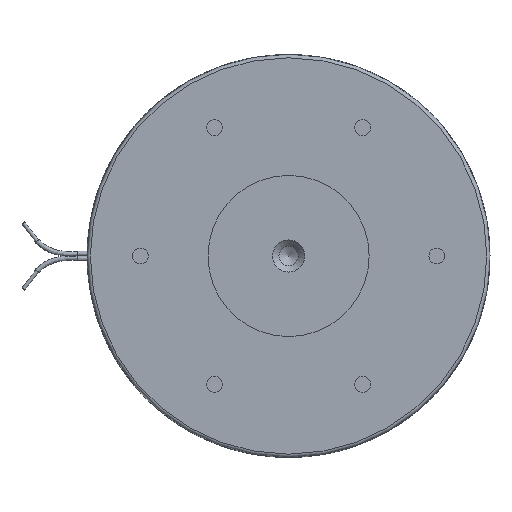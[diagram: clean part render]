
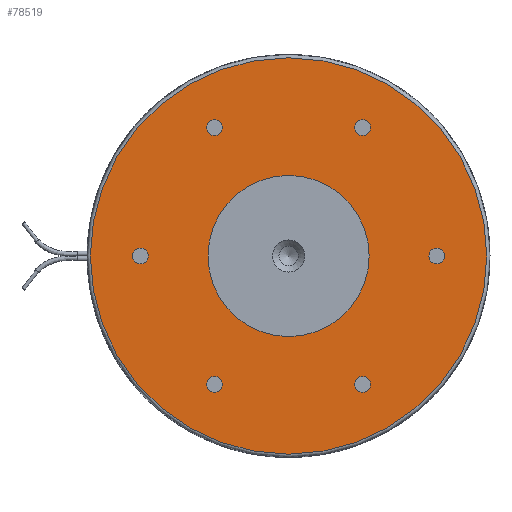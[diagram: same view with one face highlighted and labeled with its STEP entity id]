
A CAD part, left-side view. The second image highlights one B-rep face of the part: STEP entity #78519.
In plain terms, the highlighted planar face has unit normal (-1, 0, 0).
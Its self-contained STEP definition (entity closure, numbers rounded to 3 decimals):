
#4310=FACE_BOUND('',#14399,.T.);
#4311=FACE_BOUND('',#14400,.T.);
#4312=FACE_BOUND('',#14401,.T.);
#4313=FACE_BOUND('',#14402,.T.);
#4314=FACE_BOUND('',#14403,.T.);
#4315=FACE_BOUND('',#14404,.T.);
#4316=FACE_BOUND('',#14405,.T.);
#6960=PLANE('',#86510);
#10497=FACE_OUTER_BOUND('',#14398,.T.);
#14398=EDGE_LOOP('',(#60530));
#14399=EDGE_LOOP('',(#60531));
#14400=EDGE_LOOP('',(#60532));
#14401=EDGE_LOOP('',(#60533));
#14402=EDGE_LOOP('',(#60534));
#14403=EDGE_LOOP('',(#60535));
#14404=EDGE_LOOP('',(#60536));
#14405=EDGE_LOOP('',(#60537));
#27750=CIRCLE('',#86482,2.459);
#27752=CIRCLE('',#86485,2.459);
#27754=CIRCLE('',#86488,2.459);
#27756=CIRCLE('',#86491,2.459);
#27758=CIRCLE('',#86494,2.459);
#27760=CIRCLE('',#86497,2.459);
#27768=CIRCLE('',#86508,61.5);
#27770=CIRCLE('',#86511,25.);
#35638=VERTEX_POINT('',#138363);
#35640=VERTEX_POINT('',#138369);
#35642=VERTEX_POINT('',#138375);
#35644=VERTEX_POINT('',#138381);
#35646=VERTEX_POINT('',#138387);
#35648=VERTEX_POINT('',#138393);
#35655=VERTEX_POINT('',#138411);
#35656=VERTEX_POINT('',#138416);
#45329=EDGE_CURVE('',#35638,#35638,#27750,.T.);
#45332=EDGE_CURVE('',#35640,#35640,#27752,.T.);
#45335=EDGE_CURVE('',#35642,#35642,#27754,.T.);
#45338=EDGE_CURVE('',#35644,#35644,#27756,.T.);
#45341=EDGE_CURVE('',#35646,#35646,#27758,.T.);
#45344=EDGE_CURVE('',#35648,#35648,#27760,.T.);
#45352=EDGE_CURVE('',#35655,#35655,#27768,.T.);
#45354=EDGE_CURVE('',#35656,#35656,#27770,.T.);
#60530=ORIENTED_EDGE('',*,*,#45352,.F.);
#60531=ORIENTED_EDGE('',*,*,#45329,.T.);
#60532=ORIENTED_EDGE('',*,*,#45332,.T.);
#60533=ORIENTED_EDGE('',*,*,#45335,.T.);
#60534=ORIENTED_EDGE('',*,*,#45338,.T.);
#60535=ORIENTED_EDGE('',*,*,#45341,.T.);
#60536=ORIENTED_EDGE('',*,*,#45344,.T.);
#60537=ORIENTED_EDGE('',*,*,#45354,.T.);
#78519=ADVANCED_FACE('',(#10497,#4310,#4311,#4312,#4313,#4314,#4315,#4316),
#6960,.T.);
#86482=AXIS2_PLACEMENT_3D('',#138365,#106642,#106643);
#86485=AXIS2_PLACEMENT_3D('',#138371,#106649,#106650);
#86488=AXIS2_PLACEMENT_3D('',#138377,#106656,#106657);
#86491=AXIS2_PLACEMENT_3D('',#138383,#106663,#106664);
#86494=AXIS2_PLACEMENT_3D('',#138389,#106670,#106671);
#86497=AXIS2_PLACEMENT_3D('',#138395,#106677,#106678);
#86508=AXIS2_PLACEMENT_3D('',#138413,#106699,#106700);
#86510=AXIS2_PLACEMENT_3D('',#138415,#106703,#106704);
#86511=AXIS2_PLACEMENT_3D('',#138417,#106705,#106706);
#106642=DIRECTION('center_axis',(1.,0.,0.));
#106643=DIRECTION('ref_axis',(0.,0.,
-1.));
#106649=DIRECTION('center_axis',(1.,0.,0.));
#106650=DIRECTION('ref_axis',(0.,0.,
-1.));
#106656=DIRECTION('center_axis',(1.,0.,0.));
#106657=DIRECTION('ref_axis',(0.,0.,
-1.));
#106663=DIRECTION('center_axis',(1.,0.,0.));
#106664=DIRECTION('ref_axis',(0.,0.,
-1.));
#106670=DIRECTION('center_axis',(1.,0.,0.));
#106671=DIRECTION('ref_axis',(0.,0.,
-1.));
#106677=DIRECTION('center_axis',(1.,0.,0.));
#106678=DIRECTION('ref_axis',(0.,0.,
-1.));
#106699=DIRECTION('center_axis',(1.,0.,0.));
#106700=DIRECTION('ref_axis',(0.,1.,0.));
#106703=DIRECTION('center_axis',(-1.,0.,0.));
#106704=DIRECTION('ref_axis',(0.,0.,
-1.));
#106705=DIRECTION('center_axis',(1.,0.,0.));
#106706=DIRECTION('ref_axis',(0.,-1.,0.));
#138363=CARTESIAN_POINT('',(-36.5,-23.,-37.379));
#138365=CARTESIAN_POINT('Origin',(-36.5,-23.,-39.837));
#138369=CARTESIAN_POINT('',(-36.5,23.,-37.379));
#138371=CARTESIAN_POINT('Origin',(-36.5,23.,-39.837));
#138375=CARTESIAN_POINT('',(-36.5,46.,2.459));
#138377=CARTESIAN_POINT('Origin',(-36.5,46.,0.));
#138381=CARTESIAN_POINT('',(-36.5,23.,42.296));
#138383=CARTESIAN_POINT('Origin',(-36.5,23.,39.837));
#138387=CARTESIAN_POINT('',(-36.5,-23.,42.296));
#138389=CARTESIAN_POINT('Origin',(-36.5,-23.,39.837));
#138393=CARTESIAN_POINT('',(-36.5,-46.,2.459));
#138395=CARTESIAN_POINT('Origin',(-36.5,-46.,0.));
#138411=CARTESIAN_POINT('',(-36.5,0.,-61.5));
#138413=CARTESIAN_POINT('Origin',(-36.5,0.,0.));
#138415=CARTESIAN_POINT('Origin',(-36.5,-43.75,0.));
#138416=CARTESIAN_POINT('',(-36.5,25.,0.));
#138417=CARTESIAN_POINT('Origin',(-36.5,0.,0.));
